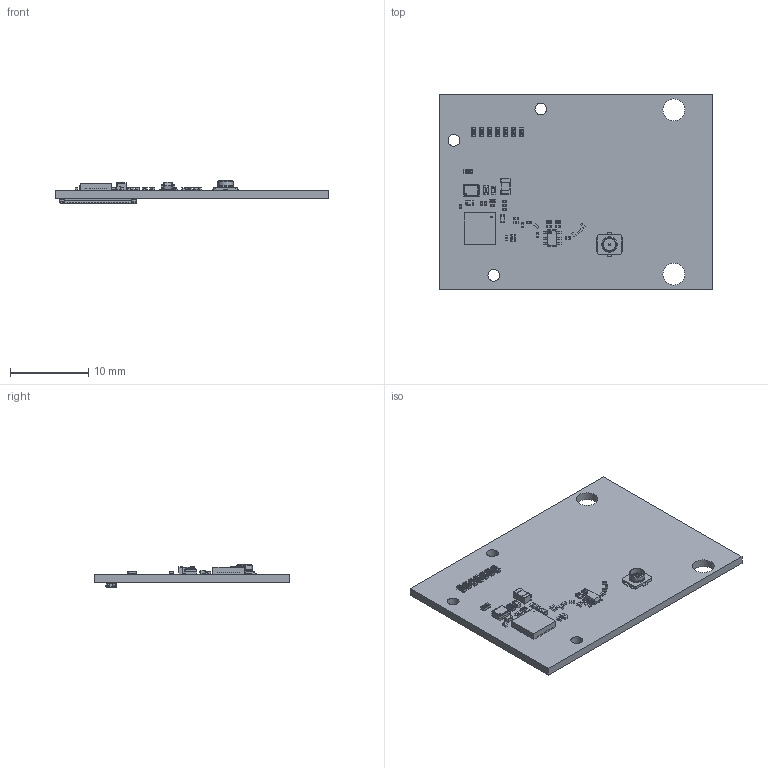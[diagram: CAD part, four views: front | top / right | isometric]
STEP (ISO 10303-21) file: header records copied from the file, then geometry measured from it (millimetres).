
FILE_DESCRIPTION(('Open CASCADE Model'),'2;1');
FILE_NAME('Open CASCADE Shape Model','2021-11-02T16:45:46',('Author'),( 'Open CASCADE'),'Open CASCADE STEP processor 6.8','Open CASCADE 6.8' ,'Unknown');
FILE_SCHEMA(('AUTOMOTIVE_DESIGN { 1 0 10303 214 1 1 1 1 }'));
Length unit declared in the file: millimetre
Products named in the file (66): PCB; Board; Open CASCADE STEP translator 6.8 2.1.1; R5; R0201; R3; R1; R12; RES_1005-0402; R11; R10; J2; axe640124; R9; U2; User_Library-sot363; R8; R6; C21; C0201; C20; X1; NT2016SA; U1; User_Library-QFN_24_4x4; R7; R4; R2; L6; 742692002; Ferrite; Pad; L5; SL0805; L4; L3; L2; L1; L0402; J1 ...
Assembly tree (97 placements, depth 4):
  PCB
    Board
      Open CASCADE STEP translator 6.8 2.1.1
    R5
      R0201
    R3
      R0201
    R1
      R0201
    R12
      RES_1005-0402
    R11
      RES_1005-0402
    R10
      RES_1005-0402
    J2
      axe640124
    R9
      RES_1005-0402
    U2
      User_Library-sot363
    R8
      RES_1005-0402
    R6
      RES_1005-0402
    C21
      C0201
    C20
      C0201
    X1
      NT2016SA
    U1
      User_Library-QFN_24_4x4
    R7
      RES_1005-0402
    R4
      RES_1005-0402
    R2
      RES_1005-0402
    L6
      742692002
        Ferrite
        Pad  x2
    L5
      SL0805
    L4
      742692002
        Ferrite
        Pad  x2
    L3
      742692002
        Ferrite
        Pad  x2
    L2
      742692002
        Ferrite
        Pad  x2
    L1
      L0402
    J1
Bounding box: 35 x 25 x 2.95 mm (x, y, z)
Volume: 928 mm3; surface area: 2139 mm2
Topology: 92 solids, 98 shells, 3365 faces, 8416 edges, 5169 vertices
Faces by surface type: plane 2126, cylinder 689, bspline 458, sphere 74, cone 14, torus 4
Full cylindrical faces by diameter (mm): 1.5 x3, 2.8 x2
Entity records: 56015 total; most frequent: CARTESIAN_POINT 13018, ORIENTED_EDGE 7918, DIRECTION 7480, EDGE_CURVE 3960, LINE 3174, VECTOR 3174, VERTEX_POINT 2517, AXIS2_PLACEMENT_3D 2153
